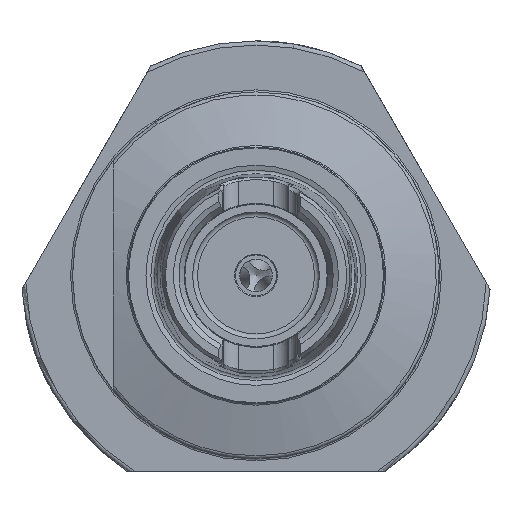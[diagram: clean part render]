
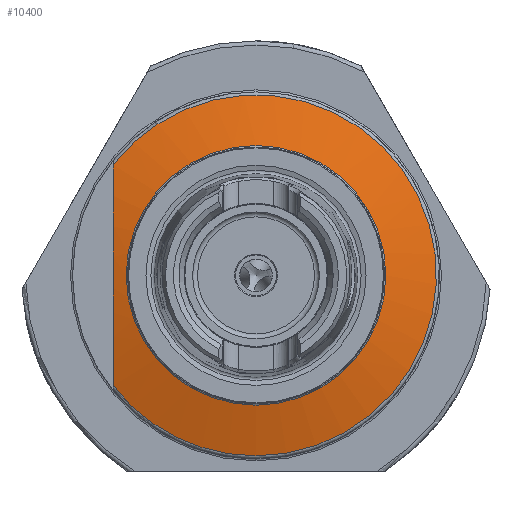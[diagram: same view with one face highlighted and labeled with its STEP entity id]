
A CAD part, left-side view. The second image highlights one B-rep face of the part: STEP entity #10400.
In plain terms, the highlighted conical face has half-angle 75 degrees and reference radius 44.259 mm.
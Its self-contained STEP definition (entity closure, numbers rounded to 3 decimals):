
#184 = CARTESIAN_POINT ( 'NONE',  ( 23.84, 35., 15.795 ) ) ;
#552 = CARTESIAN_POINT ( 'NONE',  ( 22.099, 0., -31.846 ) ) ;
#978 = DIRECTION ( 'NONE',  ( 1., 0., 0. ) ) ;
#1129 = CARTESIAN_POINT ( 'NONE',  ( 23.002, 35., 4.473 ) ) ;
#1449 = AXIS2_PLACEMENT_3D ( 'NONE', #7533, #7370, #11075 ) ;
#1648 = CIRCLE ( 'NONE', #1449, 31.846 ) ;
#1698 = CARTESIAN_POINT ( 'NONE',  ( 25.425, 0., 0. ) ) ;
#1952 = CARTESIAN_POINT ( 'NONE',  ( 24.063, 35., -18.091 ) ) ;
#1995 = CARTESIAN_POINT ( 'NONE',  ( 23.402, 35., 11.263 ) ) ;
#2120 = CARTESIAN_POINT ( 'NONE',  ( 24.716, 35., 22.589 ) ) ;
#2262 = EDGE_CURVE ( 'NONE', #6705, #6705, #1648, .T. ) ;
#2563 = FACE_OUTER_BOUND ( 'NONE', #11597, .T. ) ;
#2592 = VERTEX_POINT ( 'NONE', #3384 ) ;
#2601 = VERTEX_POINT ( 'NONE', #6137 ) ;
#2687 = CIRCLE ( 'NONE', #10260, 44.259 ) ;
#2842 = EDGE_CURVE ( 'NONE', #2592, #2601, #3026, .T. ) ;
#2982 = CARTESIAN_POINT ( 'NONE',  ( 23.005, 35., -4.565 ) ) ;
#3026 = B_SPLINE_CURVE_WITH_KNOTS ( 'NONE', 3,
 ( #10316, #4846, #1952, #9276, #5645, #2982, #11189, #9393, #1129, #5775, #1995, #184, #7473, #2120, #8507, #8393 ),
 .UNSPECIFIED., .F., .F.,
 ( 4, 2, 2, 2, 2, 2, 2, 4 ),
 ( 0.046, 0.059, 0.066, 0.073, 0.08, 0.087, 0.093, 0.1 ),
 .UNSPECIFIED. ) ;
#3384 = CARTESIAN_POINT ( 'NONE',  ( 25.425, 35., -27.09 ) ) ;
#4420 = DIRECTION ( 'NONE',  ( 0., 0., 1. ) ) ;
#4846 = CARTESIAN_POINT ( 'NONE',  ( 24.688, 35., -22.592 ) ) ;
#4921 = ORIENTED_EDGE ( 'NONE', *, *, #2842, .F. ) ;
#4980 = AXIS2_PLACEMENT_3D ( 'NONE', #11108, #978, #6368 ) ;
#5267 = DIRECTION ( 'NONE',  ( -1., 0., 0. ) ) ;
#5645 = CARTESIAN_POINT ( 'NONE',  ( 23.237, 35., -9.078 ) ) ;
#5775 = CARTESIAN_POINT ( 'NONE',  ( 23.231, 35., 8.998 ) ) ;
#6137 = CARTESIAN_POINT ( 'NONE',  ( 25.425, 35., 27.09 ) ) ;
#6368 = DIRECTION ( 'NONE',  ( 0., 0., -1. ) ) ;
#6705 = VERTEX_POINT ( 'NONE', #552 ) ;
#6742 = CONICAL_SURFACE ( 'NONE', #4980, 44.259, 1.309 ) ;
#7370 = DIRECTION ( 'NONE',  ( 1., 0., 0. ) ) ;
#7473 = CARTESIAN_POINT ( 'NONE',  ( 24.107, 35., 18.065 ) ) ;
#7533 = CARTESIAN_POINT ( 'NONE',  ( 22.099, 0., 0. ) ) ;
#7999 = FACE_BOUND ( 'NONE', #11169, .T. ) ;
#8393 = CARTESIAN_POINT ( 'NONE',  ( 25.425, 35., 27.09 ) ) ;
#8507 = CARTESIAN_POINT ( 'NONE',  ( 25.057, 35., 24.843 ) ) ;
#9276 = CARTESIAN_POINT ( 'NONE',  ( 23.408, 35., -11.332 ) ) ;
#9393 = CARTESIAN_POINT ( 'NONE',  ( 22.944, 35., 2.211 ) ) ;
#10260 = AXIS2_PLACEMENT_3D ( 'NONE', #1698, #5267, #4420 ) ;
#10316 = CARTESIAN_POINT ( 'NONE',  ( 25.425, 35., -27.09 ) ) ;
#10400 = ADVANCED_FACE ( 'NONE', ( #7999, #2563 ), #6742, .T. ) ;
#11039 = ORIENTED_EDGE ( 'NONE', *, *, #2262, .T. ) ;
#11075 = DIRECTION ( 'NONE',  ( 0., 0., -1. ) ) ;
#11108 = CARTESIAN_POINT ( 'NONE',  ( 25.425, 0., 0. ) ) ;
#11169 = EDGE_LOOP ( 'NONE', ( #11039 ) ) ;
#11189 = CARTESIAN_POINT ( 'NONE',  ( 22.945, 35., -2.308 ) ) ;
#11199 = EDGE_CURVE ( 'NONE', #2592, #2601, #2687, .T. ) ;
#11597 = EDGE_LOOP ( 'NONE', ( #4921, #11779 ) ) ;
#11779 = ORIENTED_EDGE ( 'NONE', *, *, #11199, .T. ) ;
